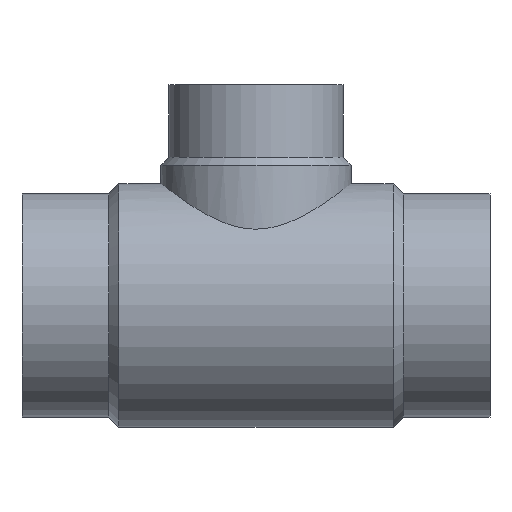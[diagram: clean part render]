
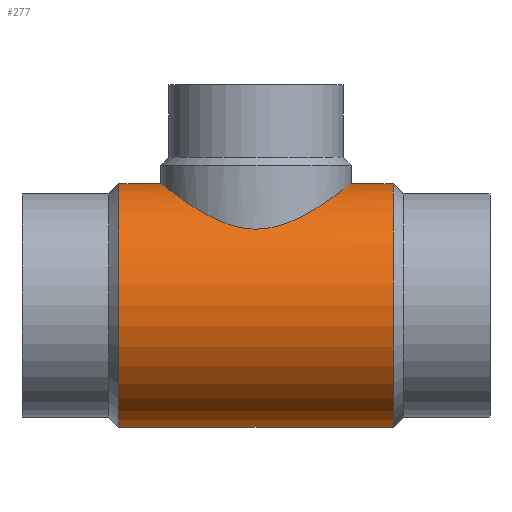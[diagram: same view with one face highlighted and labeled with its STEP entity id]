
A CAD part, top view. The second image highlights one B-rep face of the part: STEP entity #277.
In plain terms, the highlighted cylindrical face has radius 87.3 mm (diameter 174.6 mm), a partial arc.
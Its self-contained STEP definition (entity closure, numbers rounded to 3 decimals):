
#133 = VERTEX_POINT( '', #359 );
#143 = EDGE_CURVE( '', #287, #319, #369, .T. );
#177 = EDGE_CURVE( '', #321, #133, #408, .T. );
#195 = EDGE_CURVE( '', #271, #287, #431, .T. );
#199 = VERTEX_POINT( '', #435 );
#247 = EDGE_CURVE( '', #199, #133, #490, .T. );
#271 = VERTEX_POINT( '', #516 );
#277 = ADVANCED_FACE( '', ( #522 ), #523, .T. );
#287 = VERTEX_POINT( '', #535 );
#295 = EDGE_CURVE( '', #199, #271, #543, .T. );
#319 = VERTEX_POINT( '', #572 );
#321 = VERTEX_POINT( '', #574 );
#323 = EDGE_CURVE( '', #319, #321, #576, .T. );
#359 = CARTESIAN_POINT( '', ( -265.7, 87.3, 0. ) );
#369 = LINE( '', #618, #619 );
#408 = LINE( '', #671, #672 );
#431 = CIRCLE( '', #699, 87.3 );
#435 = CARTESIAN_POINT( '', ( -265.7, -87.3, 0. ) );
#490 = CIRCLE( '', #878, 87.3 );
#516 = CARTESIAN_POINT( '', ( -69.3, -87.3, 0. ) );
#522 = FACE_OUTER_BOUND( '', #915, .T. );
#523 = CYLINDRICAL_SURFACE( '', #916, 87.3 );
#535 = CARTESIAN_POINT( '', ( -69.3, 87.3, 0. ) );
#543 = LINE( '', #1045, #1046 );
#572 = CARTESIAN_POINT( '', ( -99.3, 87.3, 0. ) );
#574 = CARTESIAN_POINT( '', ( -235.7, 87.3, 0. ) );
#576 = B_SPLINE_CURVE_WITH_KNOTS( '', 3, ( #1083, #1084, #1085, #1086, #1087, #1088, #1089, #1090, #1091, #1092, #1093, #1094, #1095, #1096, #1097, #1098, #1099, #1100, #1101, #1102, #1103, #1104, #1105, #1106, #1107, #1108, #1109, #1110, #1111, #1112, #1113, #1114, #1115, #1116, #1117, #1118, #1119, #1120, #1121, #1122, #1123, #1124, #1125, #1126, #1127, #1128, #1129, #1130, #1131, #1132, #1133, #1134, #1135, #1136, #1137, #1138, #1139, #1140, #1141, #1142, #1143, #1144, #1145, #1146, #1147, #1148 ), .UNSPECIFIED., .F., .F., ( 4, 2, 2, 2, 2, 2, 2, 2, 2, 2, 2, 2, 2, 2, 2, 2, 2, 2, 2, 2, 2, 2, 2, 2, 2, 2, 2, 2, 2, 2, 2, 2, 4 ), ( 109.582, 116.338, 123.093, 129.849, 136.605, 143.361, 150.116, 156.872, 163.628, 170.57, 177.512, 184.454, 191.396, 198.338, 205.28, 212.222, 219.164, 226.106, 233.048, 239.99, 246.932, 253.874, 260.816, 267.758, 274.7, 281.455, 288.211, 294.967, 301.723, 308.478, 315.234, 321.99, 328.746 ), .UNSPECIFIED. );
#618 = CARTESIAN_POINT( '', ( -167.5, 87.3, 0. ) );
#619 = VECTOR( '', #1183, 1. );
#671 = CARTESIAN_POINT( '', ( -167.5, 87.3, 0. ) );
#672 = VECTOR( '', #1238, 1. );
#699 = AXIS2_PLACEMENT_3D( '', #1288, #1289, #1290 );
#878 = AXIS2_PLACEMENT_3D( '', #1361, #1362, #1363 );
#915 = EDGE_LOOP( '', ( #1386, #1387, #1388, #1389, #1390, #1391 ) );
#916 = AXIS2_PLACEMENT_3D( '', #1392, #1393, #1394 );
#1045 = CARTESIAN_POINT( '', ( -167.5, -87.3, 0. ) );
#1046 = VECTOR( '', #1406, 1. );
#1083 = CARTESIAN_POINT( '', ( -99.3, 87.3, 0. ) );
#1084 = CARTESIAN_POINT( '', ( -99.3, 87.3, 2.252 ) );
#1085 = CARTESIAN_POINT( '', ( -99.412, 87.212, 4.526 ) );
#1086 = CARTESIAN_POINT( '', ( -99.868, 86.857, 9.075 ) );
#1087 = CARTESIAN_POINT( '', ( -100.212, 86.589, 11.349 ) );
#1088 = CARTESIAN_POINT( '', ( -101.129, 85.879, 15.854 ) );
#1089 = CARTESIAN_POINT( '', ( -101.702, 85.436, 18.086 ) );
#1090 = CARTESIAN_POINT( '', ( -103.065, 84.39, 22.465 ) );
#1091 = CARTESIAN_POINT( '', ( -103.856, 83.787, 24.613 ) );
#1092 = CARTESIAN_POINT( '', ( -105.634, 82.445, 28.792 ) );
#1093 = CARTESIAN_POINT( '', ( -106.623, 81.704, 30.825 ) );
#1094 = CARTESIAN_POINT( '', ( -108.774, 80.114, 34.749 ) );
#1095 = CARTESIAN_POINT( '', ( -109.936, 79.265, 36.639 ) );
#1096 = CARTESIAN_POINT( '', ( -112.403, 77.492, 40.254 ) );
#1097 = CARTESIAN_POINT( '', ( -113.708, 76.568, 41.978 ) );
#1098 = CARTESIAN_POINT( '', ( -116.423, 74.686, 45.243 ) );
#1099 = CARTESIAN_POINT( '', ( -117.833, 73.727, 46.783 ) );
#1100 = CARTESIAN_POINT( '', ( -120.757, 71.789, 49.706 ) );
#1101 = CARTESIAN_POINT( '', ( -122.329, 70.773, 51.141 ) );
#1102 = CARTESIAN_POINT( '', ( -125.638, 68.708, 53.883 ) );
#1103 = CARTESIAN_POINT( '', ( -127.374, 67.661, 55.19 ) );
#1104 = CARTESIAN_POINT( '', ( -130.992, 65.579, 57.647 ) );
#1105 = CARTESIAN_POINT( '', ( -132.874, 64.546, 58.798 ) );
#1106 = CARTESIAN_POINT( '', ( -136.765, 62.545, 60.922 ) );
#1107 = CARTESIAN_POINT( '', ( -138.773, 61.578, 61.895 ) );
#1108 = CARTESIAN_POINT( '', ( -142.897, 59.766, 63.647 ) );
#1109 = CARTESIAN_POINT( '', ( -145.014, 58.92, 64.426 ) );
#1110 = CARTESIAN_POINT( '', ( -149.336, 57.41, 65.776 ) );
#1111 = CARTESIAN_POINT( '', ( -151.542, 56.745, 66.346 ) );
#1112 = CARTESIAN_POINT( '', ( -156.02, 55.652, 67.266 ) );
#1113 = CARTESIAN_POINT( '', ( -158.292, 55.224, 67.615 ) );
#1114 = CARTESIAN_POINT( '', ( -162.875, 54.647, 68.082 ) );
#1115 = CARTESIAN_POINT( '', ( -165.186, 54.498, 68.2 ) );
#1116 = CARTESIAN_POINT( '', ( -169.814, 54.498, 68.2 ) );
#1117 = CARTESIAN_POINT( '', ( -172.125, 54.647, 68.082 ) );
#1118 = CARTESIAN_POINT( '', ( -176.708, 55.224, 67.615 ) );
#1119 = CARTESIAN_POINT( '', ( -178.98, 55.652, 67.266 ) );
#1120 = CARTESIAN_POINT( '', ( -183.458, 56.745, 66.346 ) );
#1121 = CARTESIAN_POINT( '', ( -185.664, 57.41, 65.776 ) );
#1122 = CARTESIAN_POINT( '', ( -189.986, 58.92, 64.426 ) );
#1123 = CARTESIAN_POINT( '', ( -192.103, 59.766, 63.647 ) );
#1124 = CARTESIAN_POINT( '', ( -196.227, 61.578, 61.895 ) );
#1125 = CARTESIAN_POINT( '', ( -198.235, 62.545, 60.922 ) );
#1126 = CARTESIAN_POINT( '', ( -202.126, 64.546, 58.798 ) );
#1127 = CARTESIAN_POINT( '', ( -204.008, 65.579, 57.647 ) );
#1128 = CARTESIAN_POINT( '', ( -207.626, 67.661, 55.19 ) );
#1129 = CARTESIAN_POINT( '', ( -209.362, 68.708, 53.883 ) );
#1130 = CARTESIAN_POINT( '', ( -212.671, 70.773, 51.141 ) );
#1131 = CARTESIAN_POINT( '', ( -214.243, 71.789, 49.706 ) );
#1132 = CARTESIAN_POINT( '', ( -217.167, 73.727, 46.783 ) );
#1133 = CARTESIAN_POINT( '', ( -218.577, 74.686, 45.243 ) );
#1134 = CARTESIAN_POINT( '', ( -221.292, 76.568, 41.978 ) );
#1135 = CARTESIAN_POINT( '', ( -222.597, 77.492, 40.254 ) );
#1136 = CARTESIAN_POINT( '', ( -225.064, 79.265, 36.639 ) );
#1137 = CARTESIAN_POINT( '', ( -226.226, 80.114, 34.749 ) );
#1138 = CARTESIAN_POINT( '', ( -228.377, 81.704, 30.825 ) );
#1139 = CARTESIAN_POINT( '', ( -229.366, 82.445, 28.792 ) );
#1140 = CARTESIAN_POINT( '', ( -231.144, 83.787, 24.613 ) );
#1141 = CARTESIAN_POINT( '', ( -231.935, 84.39, 22.465 ) );
#1142 = CARTESIAN_POINT( '', ( -233.298, 85.436, 18.086 ) );
#1143 = CARTESIAN_POINT( '', ( -233.871, 85.879, 15.854 ) );
#1144 = CARTESIAN_POINT( '', ( -234.788, 86.589, 11.349 ) );
#1145 = CARTESIAN_POINT( '', ( -235.132, 86.857, 9.075 ) );
#1146 = CARTESIAN_POINT( '', ( -235.588, 87.212, 4.526 ) );
#1147 = CARTESIAN_POINT( '', ( -235.7, 87.3, 2.252 ) );
#1148 = CARTESIAN_POINT( '', ( -235.7, 87.3, 0. ) );
#1183 = DIRECTION( '', ( -1., 0., 0. ) );
#1238 = DIRECTION( '', ( -1., 0., 0. ) );
#1288 = CARTESIAN_POINT( '', ( -69.3, 0., 0. ) );
#1289 = DIRECTION( '', ( -1., 0., 0. ) );
#1290 = DIRECTION( '', ( 0., 1., 0. ) );
#1361 = CARTESIAN_POINT( '', ( -265.7, 0., 0. ) );
#1362 = DIRECTION( '', ( -1., 0., 0. ) );
#1363 = DIRECTION( '', ( 0., 1., 0. ) );
#1386 = ORIENTED_EDGE( '', *, *, #143, .T. );
#1387 = ORIENTED_EDGE( '', *, *, #323, .T. );
#1388 = ORIENTED_EDGE( '', *, *, #177, .T. );
#1389 = ORIENTED_EDGE( '', *, *, #247, .F. );
#1390 = ORIENTED_EDGE( '', *, *, #295, .T. );
#1391 = ORIENTED_EDGE( '', *, *, #195, .T. );
#1392 = CARTESIAN_POINT( '', ( -167.5, 0., 0. ) );
#1393 = DIRECTION( '', ( 1., 0., 0. ) );
#1394 = DIRECTION( '', ( 0., 1., 0. ) );
#1406 = DIRECTION( '', ( 1., 0., 0. ) );
